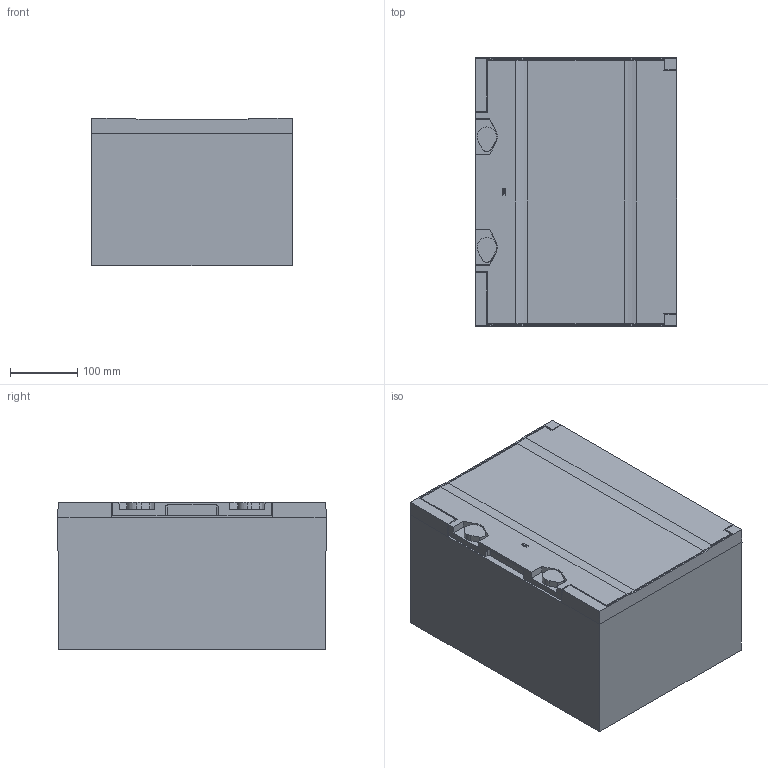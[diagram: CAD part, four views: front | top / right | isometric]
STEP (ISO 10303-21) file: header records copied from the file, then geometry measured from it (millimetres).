
FILE_DESCRIPTION (( 'STEP AP203' ), '1' );
FILE_NAME ('TR5-12-N-040-30-22-65 TETRA 5 Êîðïóñ ïëàñòèê. ÙÌÏï 400õ300õ220ìì IP65 IEK.STEP', '2022-12-27T09:30:17', ( '' ), ( '' ), 'SwSTEP 2.0', 'SolidWorks 2022', '' );
FILE_SCHEMA (( 'CONFIG_CONTROL_DESIGN' ));
Length unit declared in the file: millimetre
Products named in the file (1): TR5-12-N-040-30-22-65 TETRA 5 Корпус пластик. ЩМПп 400х300х220мм IP65 IEK
Bounding box: 300 x 400 x 220.6 mm (x, y, z)
Volume: 7371562.6 mm3; surface area: 1324181.4 mm2
Topology: 3 solids, 3 shells, 1716 faces, 4452 edges, 2928 vertices
Faces by surface type: plane 1238, cone 194, cylinder 130, bspline 106, torus 48
Entity records: 56446 total; most frequent: CARTESIAN_POINT 15166, ORIENTED_EDGE 8904, DIRECTION 7774, EDGE_CURVE 4452, LINE 3336, VECTOR 3336, VERTEX_POINT 2928, AXIS2_PLACEMENT_3D 2219
